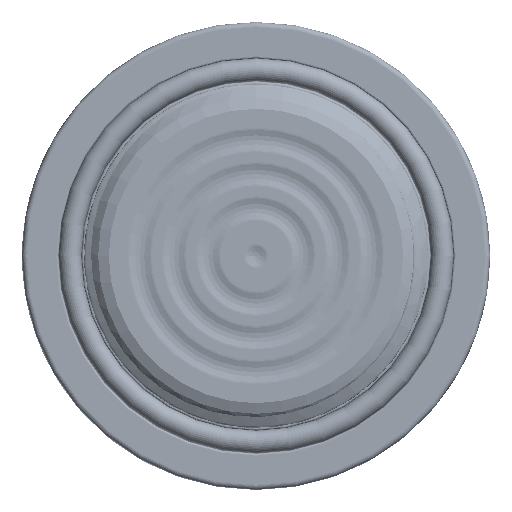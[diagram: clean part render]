
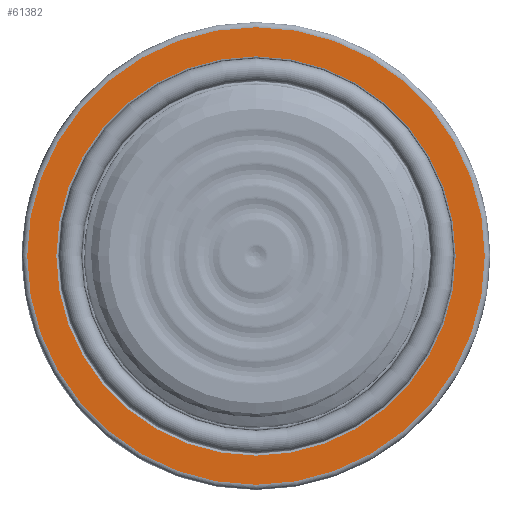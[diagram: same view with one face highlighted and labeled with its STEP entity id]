
A CAD part, left-side view. The second image highlights one B-rep face of the part: STEP entity #61382.
In plain terms, the highlighted planar face has unit normal (-1, 0, 0).
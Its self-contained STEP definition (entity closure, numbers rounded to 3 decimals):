
#5839=FACE_BOUND('',#15809,.T.);
#8055=PLANE('',#69409);
#11709=FACE_OUTER_BOUND('',#15808,.T.);
#15808=EDGE_LOOP('',(#57049));
#15809=EDGE_LOOP('',(#57050));
#16710=CIRCLE('',#69407,19.2);
#16712=CIRCLE('',#69410,22.);
#29220=VERTEX_POINT('',#146742);
#29221=VERTEX_POINT('',#146746);
#38499=EDGE_CURVE('',#29220,#29220,#16710,.T.);
#38501=EDGE_CURVE('',#29221,#29221,#16712,.T.);
#57049=ORIENTED_EDGE('',*,*,#38501,.F.);
#57050=ORIENTED_EDGE('',*,*,#38499,.T.);
#61382=ADVANCED_FACE('',(#11709,#5839),#8055,.T.);
#69407=AXIS2_PLACEMENT_3D('',#146743,#87847,#87848);
#69409=AXIS2_PLACEMENT_3D('',#146745,#87851,#87852);
#69410=AXIS2_PLACEMENT_3D('',#146747,#87853,#87854);
#87847=DIRECTION('center_axis',(1.,0.,0.));
#87848=DIRECTION('ref_axis',(0.,-1.,0.));
#87851=DIRECTION('center_axis',(-1.,0.,0.));
#87852=DIRECTION('ref_axis',(0.,1.,0.));
#87853=DIRECTION('center_axis',(1.,0.,0.));
#87854=DIRECTION('ref_axis',(0.,-1.,0.));
#146742=CARTESIAN_POINT('',(19.,19.2,0.));
#146743=CARTESIAN_POINT('Origin',(19.,0.,0.));
#146745=CARTESIAN_POINT('Origin',(19.,0.,-22.));
#146746=CARTESIAN_POINT('',(19.,0.,22.));
#146747=CARTESIAN_POINT('Origin',(19.,0.,0.));
